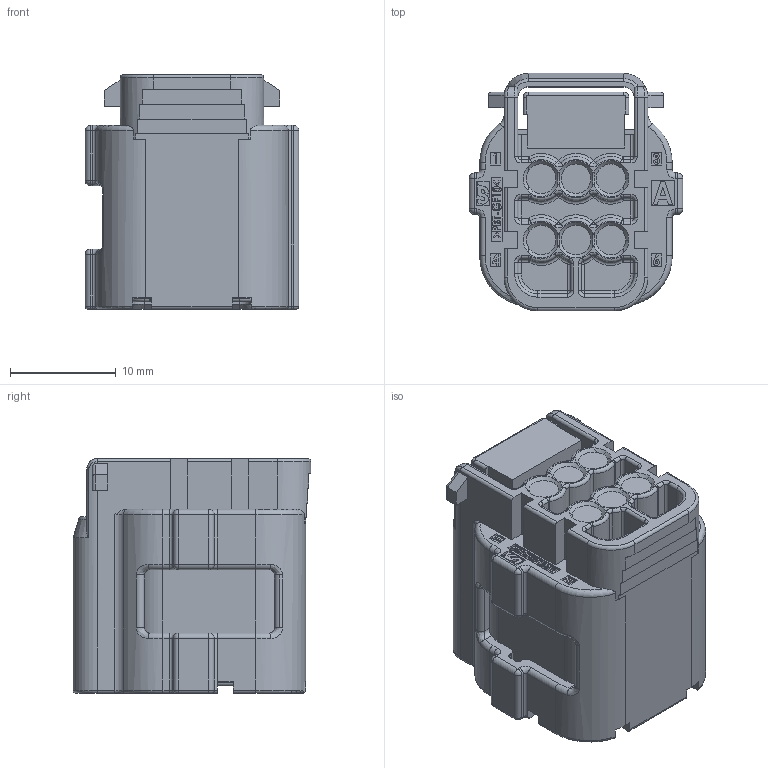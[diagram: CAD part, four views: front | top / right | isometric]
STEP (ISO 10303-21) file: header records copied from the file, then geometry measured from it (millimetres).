
FILE_DESCRIPTION (( 'STEP AP214' ), '1' );
FILE_NAME ('025_SLD_6F_ASSY_(TPA 2nd)__Customer.STEP', '2022-08-02T06:35:46', ( '' ), ( '' ), 'SwSTEP 2.0', 'SolidWorks 2020', '' );
FILE_SCHEMA (( 'AUTOMOTIVE_DESIGN' ));
Length unit declared in the file: millimetre
Products named in the file (1): 025_SLD_6F_ASSY_(TPA 2nd)__Customer
Bounding box: 20.2 x 22.5 x 22.2 mm (x, y, z)
Volume: 6543.7 mm3; surface area: 3732.9 mm2
Topology: 1 solids, 1 shells, 1124 faces, 2910 edges, 1778 vertices
Faces by surface type: plane 532, cylinder 304, torus 124, bspline 70, cone 48, sphere 46
Entity records: 49329 total; most frequent: CARTESIAN_POINT 10323, ORIENTED_EDGE 5708, DIRECTION 5554, EDGE_CURVE 2854, AXIS2_PLACEMENT_3D 1895, VERTEX_POINT 1770, LINE 1764, VECTOR 1764
